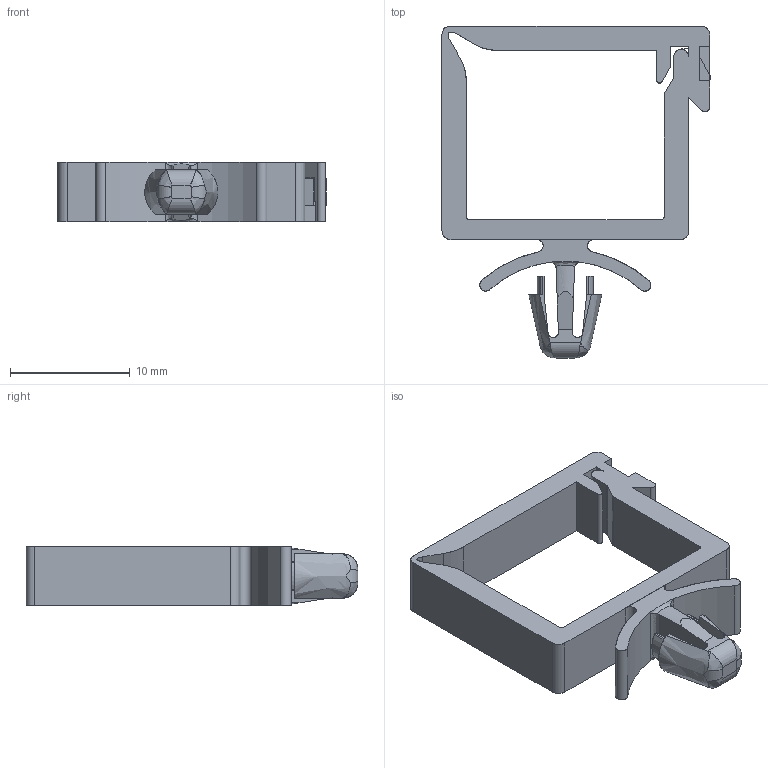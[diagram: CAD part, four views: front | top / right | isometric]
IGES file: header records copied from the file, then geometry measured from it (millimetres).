
Start section: SolidWorks IGES file using analytic representation for surfaces
Global section: file name: WSLT-03-2.IGS; native system: SolidWorks 2010; preprocessor: SolidWorks 2010; author: Stuart Fagan; date: 100702.135202; units: millimetre
Bounding box: 22.35 x 27.67 x 5 mm (x, y, z)
Surface area: 1477 mm2 (no closed solid volume)
Topology: 0 solids, 0 shells, 114 faces, 1074 edges, 1074 vertices
Faces by surface type: bspline 61, revolution 53
